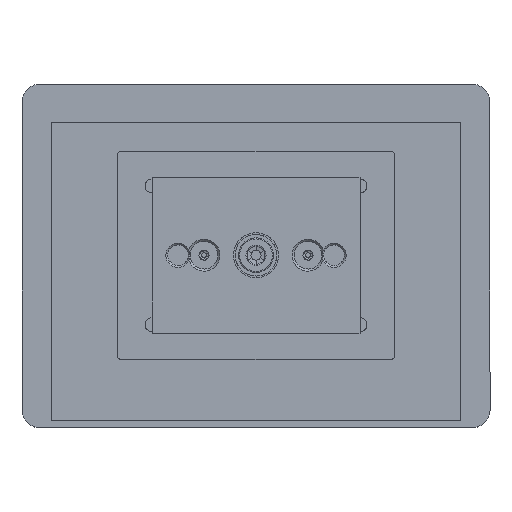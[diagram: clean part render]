
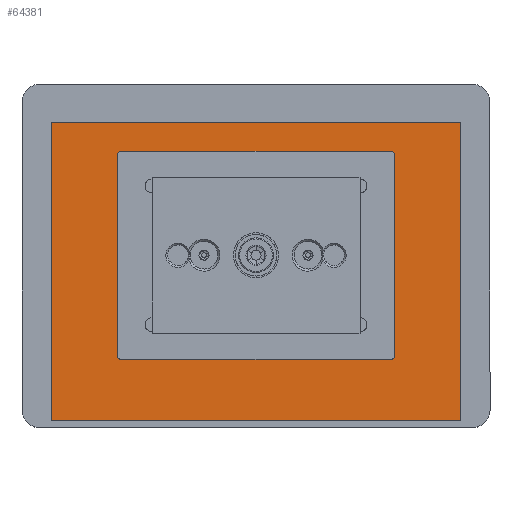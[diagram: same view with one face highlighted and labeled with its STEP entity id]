
A CAD part, top view. The second image highlights one B-rep face of the part: STEP entity #64381.
In plain terms, the highlighted planar face has unit normal (0, 0, 1).
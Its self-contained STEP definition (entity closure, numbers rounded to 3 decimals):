
#16482=ORIENTED_EDGE('',*,*,#23392,.T.);
#16483=ORIENTED_EDGE('',*,*,#23396,.T.);
#16484=ORIENTED_EDGE('',*,*,#23399,.T.);
#16485=ORIENTED_EDGE('',*,*,#23401,.T.);
#23392=EDGE_CURVE('',#27602,#27601,#31743,.T.);
#23396=EDGE_CURVE('',#27601,#27604,#31747,.T.);
#23399=EDGE_CURVE('',#27604,#27606,#31750,.T.);
#23401=EDGE_CURVE('',#27606,#27602,#31752,.T.);
#27601=VERTEX_POINT('',#98746);
#27602=VERTEX_POINT('',#98748);
#27604=VERTEX_POINT('',#98754);
#27606=VERTEX_POINT('',#98760);
#31743=LINE('',#98747,#35761);
#31747=LINE('',#98755,#35765);
#31750=LINE('',#98761,#35768);
#31752=LINE('',#98764,#35770);
#35761=VECTOR('',#82053,1000.);
#35765=VECTOR('',#82059,1000.);
#35768=VECTOR('',#82064,1000.);
#35770=VECTOR('',#82068,1000.);
#38619=EDGE_LOOP('',(#16482,#16483,#16484,#16485));
#41693=FACE_BOUND('',#38619,.T.);
#43318=PLANE('',#69043);
#64381=ADVANCED_FACE('',(#41693),#43318,.T.);
#69043=AXIS2_PLACEMENT_3D('',#98765,#82069,#82070);
#82053=DIRECTION('',(0.,-1.,0.));
#82059=DIRECTION('',(1.,0.,0.));
#82064=DIRECTION('',(0.,1.,0.));
#82068=DIRECTION('',(-1.,0.,0.));
#82069=DIRECTION('',(0.,0.,1.));
#82070=DIRECTION('',(1.,0.,0.));
#98746=CARTESIAN_POINT('',(-59.,-43.,1.6));
#98747=CARTESIAN_POINT('',(-59.,43.,1.6));
#98748=CARTESIAN_POINT('',(-59.,43.,1.6));
#98754=CARTESIAN_POINT('',(59.,-43.,1.6));
#98755=CARTESIAN_POINT('',(-59.,-43.,1.6));
#98760=CARTESIAN_POINT('',(59.,43.,1.6));
#98761=CARTESIAN_POINT('',(59.,-43.,1.6));
#98764=CARTESIAN_POINT('',(59.,43.,1.6));
#98765=CARTESIAN_POINT('',(-59.,-43.,1.6));
